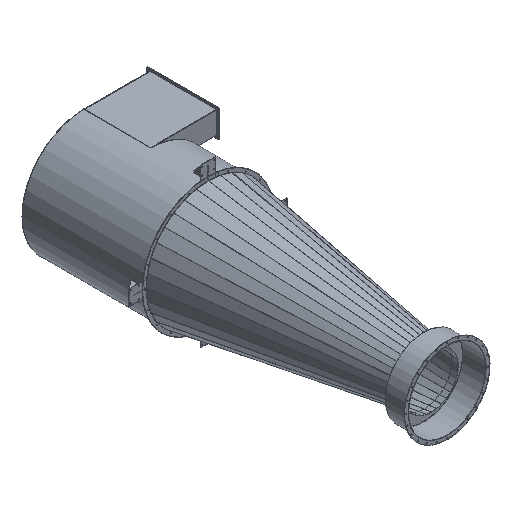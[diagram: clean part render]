
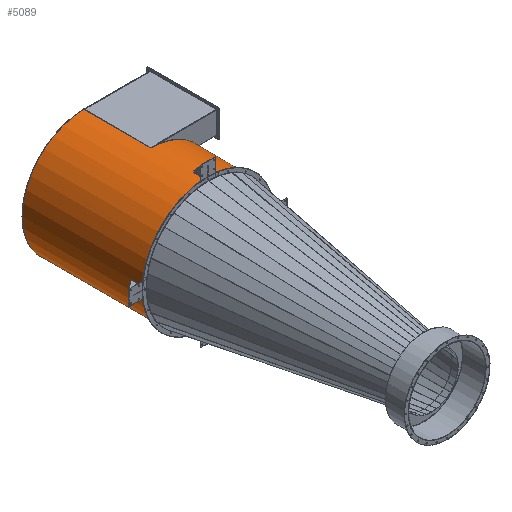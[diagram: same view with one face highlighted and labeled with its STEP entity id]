
A CAD part, isometric view. The second image highlights one B-rep face of the part: STEP entity #5089.
In plain terms, the highlighted cylindrical face has radius 803.5 mm (diameter 1607 mm), a partial arc.
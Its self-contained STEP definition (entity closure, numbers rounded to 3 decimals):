
#38 = ORIENTED_EDGE ( 'NONE', *, *, #14659, .F. ) ;
#166 = VERTEX_POINT ( 'NONE', #1733 ) ;
#194 = CARTESIAN_POINT ( 'NONE',  ( -0.251, 1607., -803.5 ) ) ;
#352 = VERTEX_POINT ( 'NONE', #4696 ) ;
#394 = AXIS2_PLACEMENT_3D ( 'NONE', #12161, #7692, #6658 ) ;
#398 = CIRCLE ( 'NONE', #12056, 803.5 ) ;
#587 = ORIENTED_EDGE ( 'NONE', *, *, #5111, .T. ) ;
#859 = DIRECTION ( 'NONE',  ( 0., 1., 0. ) ) ;
#870 = CARTESIAN_POINT ( 'NONE',  ( -617.173, 1607., 514.5 ) ) ;
#1370 = DIRECTION ( 'NONE',  ( 0., 1., 0. ) ) ;
#1419 = CIRCLE ( 'NONE', #5479, 803.5 ) ;
#1488 = DIRECTION ( 'NONE',  ( 0., 1., 0. ) ) ;
#1578 = CARTESIAN_POINT ( 'NONE',  ( -617.173, 741., 514.5 ) ) ;
#1733 = CARTESIAN_POINT ( 'NONE',  ( -0.25, 741., 803.5 ) ) ;
#3027 = ORIENTED_EDGE ( 'NONE', *, *, #13606, .F. ) ;
#3105 = DIRECTION ( 'NONE',  ( 0., 0., 1. ) ) ;
#3134 = FACE_OUTER_BOUND ( 'NONE', #6991, .T. ) ;
#3470 = VERTEX_POINT ( 'NONE', #6341 ) ;
#3500 = ORIENTED_EDGE ( 'NONE', *, *, #11598, .F. ) ;
#3689 = ORIENTED_EDGE ( 'NONE', *, *, #8694, .T. ) ;
#4163 = DIRECTION ( 'NONE',  ( 0., -1., 0. ) ) ;
#4418 = CARTESIAN_POINT ( 'NONE',  ( -0.251, 0., -803.5 ) ) ;
#4664 = AXIS2_PLACEMENT_3D ( 'NONE', #6574, #10962, #12306 ) ;
#4696 = CARTESIAN_POINT ( 'NONE',  ( -0.251, 1607., -803.5 ) ) ;
#4947 = VERTEX_POINT ( 'NONE', #1578 ) ;
#5029 = ORIENTED_EDGE ( 'NONE', *, *, #13690, .T. ) ;
#5089 = ADVANCED_FACE ( 'NONE', ( #3134 ), #8817, .T. ) ;
#5111 = EDGE_CURVE ( 'NONE', #166, #4947, #6110, .T. ) ;
#5479 = AXIS2_PLACEMENT_3D ( 'NONE', #10435, #1488, #10357 ) ;
#6058 = LINE ( 'NONE', #10587, #11079 ) ;
#6110 = CIRCLE ( 'NONE', #4664, 803.5 ) ;
#6341 = CARTESIAN_POINT ( 'NONE',  ( -0.25, 0., 803.5 ) ) ;
#6574 = CARTESIAN_POINT ( 'NONE',  ( 0., 741., 0. ) ) ;
#6658 = DIRECTION ( 'NONE',  ( 0., 0., -1. ) ) ;
#6991 = EDGE_LOOP ( 'NONE', ( #3500, #3689, #3027, #587, #5029, #38 ) ) ;
#7692 = DIRECTION ( 'NONE',  ( 0., -1., 0. ) ) ;
#8437 = VERTEX_POINT ( 'NONE', #13581 ) ;
#8694 = EDGE_CURVE ( 'NONE', #10312, #3470, #1419, .T. ) ;
#8817 = CYLINDRICAL_SURFACE ( 'NONE', #394, 803.5 ) ;
#10312 = VERTEX_POINT ( 'NONE', #4418 ) ;
#10357 = DIRECTION ( 'NONE',  ( 0., 0., 1. ) ) ;
#10435 = CARTESIAN_POINT ( 'NONE',  ( 0., 0., 0. ) ) ;
#10587 = CARTESIAN_POINT ( 'NONE',  ( -0.25, 1607., 803.5 ) ) ;
#10962 = DIRECTION ( 'NONE',  ( 0., -1., 0. ) ) ;
#11079 = VECTOR ( 'NONE', #4163, 1000. ) ;
#11245 = CARTESIAN_POINT ( 'NONE',  ( 0., 1607., 0. ) ) ;
#11332 = VECTOR ( 'NONE', #13256, 1000. ) ;
#11598 = EDGE_CURVE ( 'NONE', #10312, #352, #12764, .T. ) ;
#12056 = AXIS2_PLACEMENT_3D ( 'NONE', #11245, #859, #3105 ) ;
#12161 = CARTESIAN_POINT ( 'NONE',  ( 0., 1607., 0. ) ) ;
#12207 = LINE ( 'NONE', #870, #11332 ) ;
#12223 = VECTOR ( 'NONE', #1370, 1000. ) ;
#12306 = DIRECTION ( 'NONE',  ( 0., 0., -1. ) ) ;
#12764 = LINE ( 'NONE', #194, #12223 ) ;
#13256 = DIRECTION ( 'NONE',  ( 0., 1., 0. ) ) ;
#13581 = CARTESIAN_POINT ( 'NONE',  ( -617.173, 1607., 514.5 ) ) ;
#13606 = EDGE_CURVE ( 'NONE', #166, #3470, #6058, .T. ) ;
#13690 = EDGE_CURVE ( 'NONE', #4947, #8437, #12207, .T. ) ;
#14659 = EDGE_CURVE ( 'NONE', #352, #8437, #398, .T. ) ;
